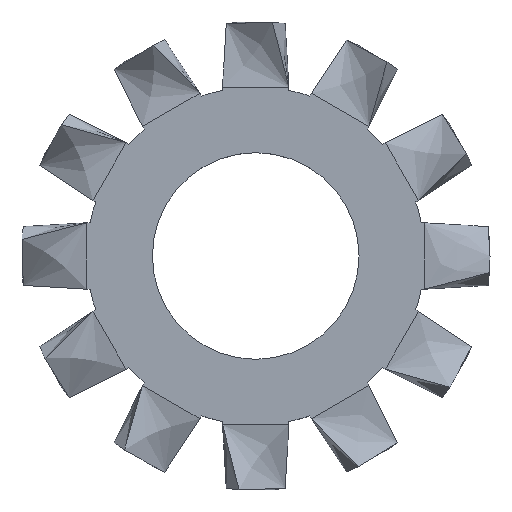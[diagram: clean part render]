
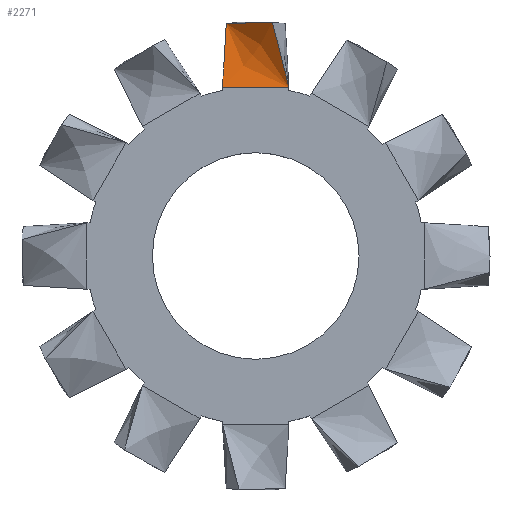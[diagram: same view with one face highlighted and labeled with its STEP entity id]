
A CAD part, top view. The second image highlights one B-rep face of the part: STEP entity #2271.
In plain terms, the highlighted free-form (B-spline) face has degree [3, 1] with [6, 2] control points.
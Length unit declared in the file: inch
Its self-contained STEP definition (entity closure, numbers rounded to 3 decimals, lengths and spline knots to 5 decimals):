
#2 = B_SPLINE_CURVE_WITH_KNOTS ( 'NONE', 3,
 ( #555, #451, #239, #554 ),
 .UNSPECIFIED., .F., .F.,
 ( 4, 4 ),
 ( 0., 0.00123 ),
 .UNSPECIFIED. ) ;
#90 = DIRECTION ( 'NONE',  ( 1., 0., 0. ) ) ;
#239 = CARTESIAN_POINT ( 'NONE',  ( -0.01109, 0.19062, 0.00079 ) ) ;
#451 = CARTESIAN_POINT ( 'NONE',  ( 0.00092, 0.19092, 0.01167 ) ) ;
#489 = VERTEX_POINT ( 'NONE', #1143 ) ;
#495 = CARTESIAN_POINT ( 'NONE',  ( 0.027, 0.13725, 0.009 ) ) ;
#497 = CARTESIAN_POINT ( 'NONE',  ( -0.02391, 0.18899, -0.00889 ) ) ;
#528 = CARTESIAN_POINT ( 'NONE',  ( 0.01353, 0.19002, 0.02171 ) ) ;
#530 = VERTEX_POINT ( 'NONE', #528 ) ;
#531 = VERTEX_POINT ( 'NONE', #497 ) ;
#554 = CARTESIAN_POINT ( 'NONE',  ( -0.02391, 0.18899, -0.00889 ) ) ;
#555 = CARTESIAN_POINT ( 'NONE',  ( 0.01353, 0.19002, 0.02171 ) ) ;
#676 = VERTEX_POINT ( 'NONE', #913 ) ;
#885 = DIRECTION ( 'NONE',  ( -0.241, 0.944, 0.227 ) ) ;
#913 = CARTESIAN_POINT ( 'NONE',  ( 0.027, 0.13725, 0.009 ) ) ;
#1143 = CARTESIAN_POINT ( 'NONE',  ( -0.027, 0.13725, 0.009 ) ) ;
#1223 = CARTESIAN_POINT ( 'NONE',  ( 0.0202, 0.16387, 0.01541 ) ) ;
#1229 = DIRECTION ( 'NONE',  ( -0.056, -0.944, 0.326 ) ) ;
#1260 = CARTESIAN_POINT ( 'NONE',  ( -0.02541, 0.16387, -0.00021 ) ) ;
#1348 = EDGE_CURVE ( 'NONE', #489, #676, #2899, .T. ) ;
#1470 = EDGE_CURVE ( 'NONE', #531, #489, #2427, .T. ) ;
#1537 = EDGE_CURVE ( 'NONE', #676, #530, #2751, .T. ) ;
#1616 = EDGE_CURVE ( 'NONE', #530, #531, #2, .T. ) ;
#1994 = CARTESIAN_POINT ( 'NONE',  ( 0.0072, 0.1905, 0.01662 ) ) ;
#2010 = CARTESIAN_POINT ( 'NONE',  ( -0.027, 0.13725, 0.009 ) ) ;
#2011 = CARTESIAN_POINT ( 'NONE',  ( -0.02382, 0.1905, -0.00941 ) ) ;
#2013 = CARTESIAN_POINT ( 'NONE',  ( -0.018, 0.13725, 0.009 ) ) ;
#2024 = CARTESIAN_POINT ( 'NONE',  ( 0.009, 0.13725, 0.009 ) ) ;
#2025 = CARTESIAN_POINT ( 'NONE',  ( 0.018, 0.13725, 0.009 ) ) ;
#2027 = CARTESIAN_POINT ( 'NONE',  ( 0.027, 0.13725, 0.009 ) ) ;
#2028 = CARTESIAN_POINT ( 'NONE',  ( 0.01341, 0.1905, 0.02182 ) ) ;
#2029 = CARTESIAN_POINT ( 'NONE',  ( -0.01141, 0.1905, 0.001 ) ) ;
#2030 = CARTESIAN_POINT ( 'NONE',  ( -0.01762, 0.1905, -0.00421 ) ) ;
#2032 = CARTESIAN_POINT ( 'NONE',  ( -0.009, 0.13725, 0.009 ) ) ;
#2034 = CARTESIAN_POINT ( 'NONE',  ( 0.001, 0.1905, 0.01141 ) ) ;
#2271 = ADVANCED_FACE ( 'NONE', ( #2517 ), #2379, .T. ) ;
#2379 = B_SPLINE_SURFACE_WITH_KNOTS ( 'NONE', 3, 1, ( 
 ( #2028, #2027 ),
 ( #1994, #2025 ),
 ( #2034, #2024 ),
 ( #2029, #2032 ),
 ( #2030, #2013 ),
 ( #2011, #2010 ) ),
 .UNSPECIFIED., .F., .F., .F.,
 ( 4, 2, 4 ),
 ( 2, 2 ),
 ( 0., 0.5, 1. ),
 ( 0., 1. ),
 .UNSPECIFIED. ) ;
#2427 = LINE ( 'NONE', #1260, #2810 ) ;
#2517 = FACE_OUTER_BOUND ( 'NONE', #3496, .T. ) ;
#2751 = LINE ( 'NONE', #1223, #2764 ) ;
#2764 = VECTOR ( 'NONE', #885, 39.37008 ) ;
#2810 = VECTOR ( 'NONE', #1229, 39.37008 ) ;
#2899 = LINE ( 'NONE', #495, #2958 ) ;
#2958 = VECTOR ( 'NONE', #90, 39.37008 ) ;
#3289 = ORIENTED_EDGE ( 'NONE', *, *, #1616, .T. ) ;
#3417 = ORIENTED_EDGE ( 'NONE', *, *, #1348, .T. ) ;
#3419 = ORIENTED_EDGE ( 'NONE', *, *, #1470, .T. ) ;
#3438 = ORIENTED_EDGE ( 'NONE', *, *, #1537, .T. ) ;
#3496 = EDGE_LOOP ( 'NONE', ( #3438, #3289, #3419, #3417 ) ) ;
